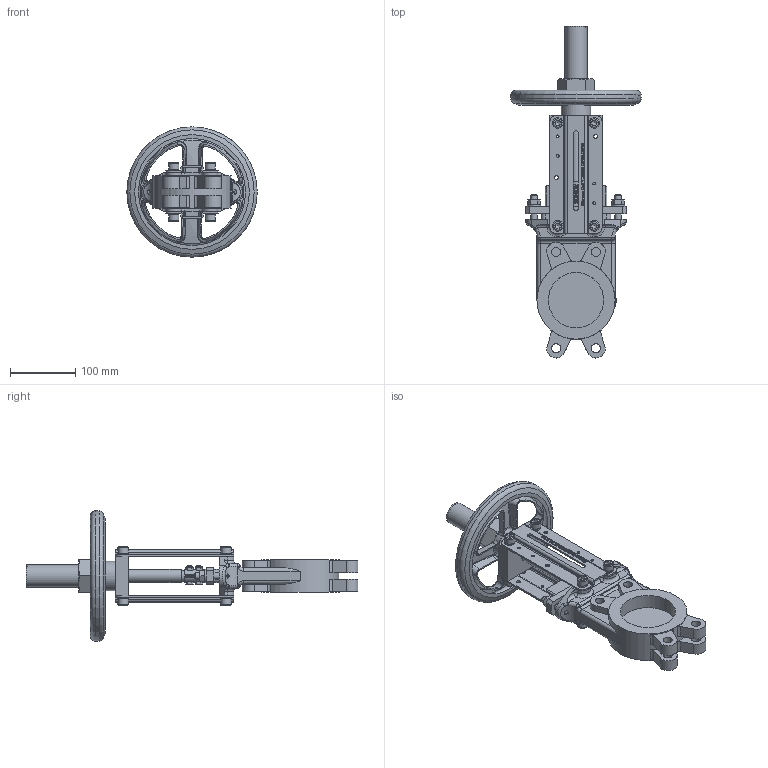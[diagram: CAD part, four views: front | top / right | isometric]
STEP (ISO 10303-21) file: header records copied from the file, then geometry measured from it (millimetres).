
FILE_DESCRIPTION(/* description */ ('170080'),/* implementation_level */ '2;1');
FILE_NAME(/* name */ '170080.stp',/* time_stamp */ '2016-02-16T15:03:14+01:00',/* author */ ('jmorand'),/* organization */ ('Sferaco'),/* preprocessor_version */ 'ST-DEVELOPER v16.1',/* originating_system */ 'Autodesk Inventor 2016',/* authorisation */ '');
FILE_SCHEMA (('AUTOMOTIVE_DESIGN { 1 0 10303 214 3 1 1 }'));
Length unit declared in the file: millimetre
Products named in the file (1): DN80
Bounding box: 200 x 509.82 x 200 mm (x, y, z)
Volume: 1301956.8 mm3; surface area: 356366.5 mm2
Topology: 1 solids, 12 shells, 1742 faces, 4447 edges, 2863 vertices
Faces by surface type: plane 752, bspline 512, cylinder 234, cone 164, torus 68, sphere 12
Full cylindrical faces by diameter (mm): 3.5 x2, 4.2 x6, 5 x2, 6 x10, 6.5 x2, 6.6 x4, 8.5 x12, 10 x17, 10.2 x8, 10.5 x10, 12 x2, 14 x8, 15.4 x8, 15.5 x1, 16 x8, 20 x4, 28.063 x1, 32 x1, 34 x1, 45 x1, 80 x1, 84 x2, 85 x1, 94 x1, 98 x1, 99 x1, 120 x1, 196 x1, 200 x1
Entity records: 62632 total; most frequent: CARTESIAN_POINT 24350, ORIENTED_EDGE 8482, DIRECTION 6373, EDGE_CURVE 4241, VERTEX_POINT 2814, AXIS2_PLACEMENT_3D 2169, EDGE_LOOP 2127, LINE 2035
